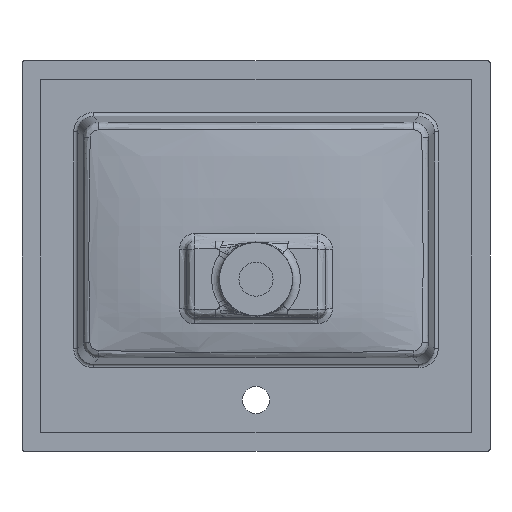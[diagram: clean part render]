
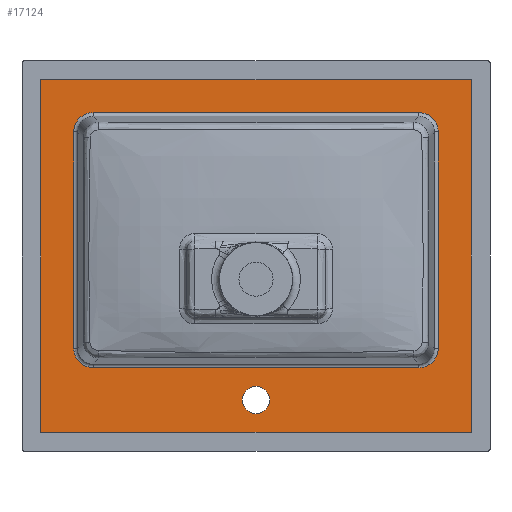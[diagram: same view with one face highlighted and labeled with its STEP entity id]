
A CAD part, front view. The second image highlights one B-rep face of the part: STEP entity #17124.
In plain terms, the highlighted planar face has unit normal (0, -1, 0).
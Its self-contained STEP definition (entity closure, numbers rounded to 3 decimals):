
#44 = CARTESIAN_POINT ( 'NONE',  ( -223.277, -12., 183.935 ) ) ;
#261 = CARTESIAN_POINT ( 'NONE',  ( -233.57, -12., -118.3 ) ) ;
#283 = FACE_BOUND ( 'NONE', #15636, .T. ) ;
#629 = FACE_OUTER_BOUND ( 'NONE', #7575, .T. ) ;
#658 = CARTESIAN_POINT ( 'NONE',  ( -208.665, -12., -143.205 ) ) ;
#667 = CARTESIAN_POINT ( 'NONE',  ( 233.57, -12., 173.642 ) ) ;
#975 = VECTOR ( 'NONE', #6468, 1000. ) ;
#1663 = CARTESIAN_POINT ( 'NONE',  ( 275.945, -12., 225.945 ) ) ;
#1998 = ORIENTED_EDGE ( 'NONE', *, *, #22264, .T. ) ;
#2607 = EDGE_CURVE ( 'NONE', #5534, #10344, #10237, .T. ) ;
#2843 = ORIENTED_EDGE ( 'NONE', *, *, #4050, .T. ) ;
#2991 = EDGE_CURVE ( 'NONE', #22125, #8793, #12219, .T. ) ;
#3200 = EDGE_CURVE ( 'NONE', #8793, #11518, #5170, .T. ) ;
#3283 = CARTESIAN_POINT ( 'NONE',  ( -275.945, -12., -225.945 ) ) ;
#3390 = CARTESIAN_POINT ( 'NONE',  ( 223.277, -12., -143.205 ) ) ;
#3449 = ORIENTED_EDGE ( 'NONE', *, *, #14977, .T. ) ;
#3735 = AXIS2_PLACEMENT_3D ( 'NONE', #16615, #12745, #14967 ) ;
#3749 = CIRCLE ( 'NONE', #8628, 17.5 ) ;
#3924 = EDGE_CURVE ( 'NONE', #11518, #6501, #14157, .T. ) ;
#3941 =( BOUNDED_CURVE ( )  B_SPLINE_CURVE ( 3, ( #7043, #23101, #3390, #9022 ),
 .UNSPECIFIED., .F., .T. ) 
 B_SPLINE_CURVE_WITH_KNOTS ( ( 4, 4 ),
 ( 2.36, 3.923 ),
 .UNSPECIFIED. ) 
 CURVE ( )  GEOMETRIC_REPRESENTATION_ITEM ( )  RATIONAL_B_SPLINE_CURVE ( ( 1., 0.807, 0.807, 1. ) ) 
 REPRESENTATION_ITEM ( '' )  );
#4050 = EDGE_CURVE ( 'NONE', #10936, #12013, #9173, .T. ) ;
#4711 = CARTESIAN_POINT ( 'NONE',  ( 233.57, -12., 0. ) ) ;
#4918 = VECTOR ( 'NONE', #21710, 1000. ) ;
#5081 = ORIENTED_EDGE ( 'NONE', *, *, #19994, .T. ) ;
#5107 = DIRECTION ( 'NONE',  ( 1., 0., 0. ) ) ;
#5170 = LINE ( 'NONE', #9158, #4918 ) ;
#5534 = VERTEX_POINT ( 'NONE', #8694 ) ;
#5707 = EDGE_CURVE ( 'NONE', #21406, #10936, #10403, .T. ) ;
#5812 = CARTESIAN_POINT ( 'NONE',  ( -233.57, -12., 173.642 ) ) ;
#5968 = CARTESIAN_POINT ( 'NONE',  ( 233.57, -12., 159.03 ) ) ;
#6468 = DIRECTION ( 'NONE',  ( -1., 0., 0. ) ) ;
#6501 = VERTEX_POINT ( 'NONE', #9941 ) ;
#6517 = VERTEX_POINT ( 'NONE', #658 ) ;
#6740 = VERTEX_POINT ( 'NONE', #18711 ) ;
#6985 = VECTOR ( 'NONE', #17971, 1000. ) ;
#7043 = CARTESIAN_POINT ( 'NONE',  ( 233.57, -12., -118.3 ) ) ;
#7074 = VERTEX_POINT ( 'NONE', #9889 ) ;
#7103 =( BOUNDED_CURVE ( )  B_SPLINE_CURVE ( 3, ( #14719, #10961, #16349, #261 ),
 .UNSPECIFIED., .F., .F. ) 
 B_SPLINE_CURVE_WITH_KNOTS ( ( 4, 4 ),
 ( 2.36, 3.923 ),
 .UNSPECIFIED. ) 
 CURVE ( )  GEOMETRIC_REPRESENTATION_ITEM ( )  RATIONAL_B_SPLINE_CURVE ( ( 1., 0.807, 0.807, 1. ) ) 
 REPRESENTATION_ITEM ( '' )  );
#7575 = EDGE_LOOP ( 'NONE', ( #22079, #18154, #20456, #17181 ) ) ;
#8576 = LINE ( 'NONE', #17147, #975 ) ;
#8628 = AXIS2_PLACEMENT_3D ( 'NONE', #21181, #12270, #12386 ) ;
#8694 = CARTESIAN_POINT ( 'NONE',  ( 233.57, -12., 159.03 ) ) ;
#8793 = VERTEX_POINT ( 'NONE', #18901 ) ;
#8807 = DIRECTION ( 'NONE',  ( 0., 0., 1. ) ) ;
#8982 = CARTESIAN_POINT ( 'NONE',  ( -208.665, -12., 183.935 ) ) ;
#9022 = CARTESIAN_POINT ( 'NONE',  ( 208.665, -12., -143.205 ) ) ;
#9062 = EDGE_CURVE ( 'NONE', #10344, #19951, #3941, .T. ) ;
#9158 = CARTESIAN_POINT ( 'NONE',  ( 0., -12., 225.945 ) ) ;
#9173 =( BOUNDED_CURVE ( )  B_SPLINE_CURVE ( 3, ( #23177, #5812, #44, #8982 ),
 .UNSPECIFIED., .F., .F. ) 
 B_SPLINE_CURVE_WITH_KNOTS ( ( 4, 4 ),
 ( 2.36, 3.923 ),
 .UNSPECIFIED. ) 
 CURVE ( )  GEOMETRIC_REPRESENTATION_ITEM ( )  RATIONAL_B_SPLINE_CURVE ( ( 1., 0.807, 0.807, 1. ) ) 
 REPRESENTATION_ITEM ( '' )  );
#9341 = PLANE ( 'NONE',  #3735 ) ;
#9790 = VECTOR ( 'NONE', #8807, 1000. ) ;
#9889 = CARTESIAN_POINT ( 'NONE',  ( 208.665, -12., 183.935 ) ) ;
#9941 = CARTESIAN_POINT ( 'NONE',  ( 275.945, -12., -225.945 ) ) ;
#10237 = LINE ( 'NONE', #4711, #20625 ) ;
#10344 = VERTEX_POINT ( 'NONE', #14137 ) ;
#10403 = LINE ( 'NONE', #21414, #19045 ) ;
#10936 = VERTEX_POINT ( 'NONE', #18756 ) ;
#10961 = CARTESIAN_POINT ( 'NONE',  ( -223.277, -12., -143.205 ) ) ;
#11372 = ORIENTED_EDGE ( 'NONE', *, *, #18583, .T. ) ;
#11518 = VERTEX_POINT ( 'NONE', #1663 ) ;
#11596 = CARTESIAN_POINT ( 'NONE',  ( 223.277, -12., 183.935 ) ) ;
#12013 = VERTEX_POINT ( 'NONE', #17706 ) ;
#12219 = LINE ( 'NONE', #14324, #9790 ) ;
#12270 = DIRECTION ( 'NONE',  ( 0., 1., 0. ) ) ;
#12386 = DIRECTION ( 'NONE',  ( 0., 0., 1. ) ) ;
#12727 = CARTESIAN_POINT ( 'NONE',  ( -233.57, -12., -118.3 ) ) ;
#12745 = DIRECTION ( 'NONE',  ( 0., 1., 0. ) ) ;
#13807 = LINE ( 'NONE', #21186, #22716 ) ;
#13811 = DIRECTION ( 'NONE',  ( 0., 0., -1. ) ) ;
#14010 = EDGE_CURVE ( 'NONE', #6501, #22125, #16445, .T. ) ;
#14137 = CARTESIAN_POINT ( 'NONE',  ( 233.57, -12., -118.3 ) ) ;
#14157 = LINE ( 'NONE', #15680, #23020 ) ;
#14324 = CARTESIAN_POINT ( 'NONE',  ( -275.945, -12., 0. ) ) ;
#14719 = CARTESIAN_POINT ( 'NONE',  ( -208.665, -12., -143.205 ) ) ;
#14967 = DIRECTION ( 'NONE',  ( 0., 0., 1. ) ) ;
#14977 = EDGE_CURVE ( 'NONE', #6517, #21406, #7103, .T. ) ;
#15160 = DIRECTION ( 'NONE',  ( 0., 0., -1. ) ) ;
#15636 = EDGE_LOOP ( 'NONE', ( #1998, #3449, #16243, #2843, #5081, #21097, #20806, #19034 ) ) ;
#15680 = CARTESIAN_POINT ( 'NONE',  ( 275.945, -12., 0. ) ) ;
#16243 = ORIENTED_EDGE ( 'NONE', *, *, #5707, .T. ) ;
#16322 = EDGE_CURVE ( 'NONE', #7074, #5534, #22984, .T. ) ;
#16349 = CARTESIAN_POINT ( 'NONE',  ( -233.57, -12., -132.912 ) ) ;
#16445 = LINE ( 'NONE', #19966, #6985 ) ;
#16615 = CARTESIAN_POINT ( 'NONE',  ( 0., -12., 0. ) ) ;
#16631 = CARTESIAN_POINT ( 'NONE',  ( 208.665, -12., -143.205 ) ) ;
#17124 = ADVANCED_FACE ( 'NONE', ( #20020, #283, #629 ), #9341, .F. ) ;
#17147 = CARTESIAN_POINT ( 'NONE',  ( 0., -12., -143.205 ) ) ;
#17181 = ORIENTED_EDGE ( 'NONE', *, *, #3924, .F. ) ;
#17561 = DIRECTION ( 'NONE',  ( 0., 0., 1. ) ) ;
#17706 = CARTESIAN_POINT ( 'NONE',  ( -208.665, -12., 183.935 ) ) ;
#17971 = DIRECTION ( 'NONE',  ( -1., 0., 0. ) ) ;
#18154 = ORIENTED_EDGE ( 'NONE', *, *, #2991, .F. ) ;
#18583 = EDGE_CURVE ( 'NONE', #6740, #6740, #3749, .T. ) ;
#18711 = CARTESIAN_POINT ( 'NONE',  ( 0., -12., -167.234 ) ) ;
#18756 = CARTESIAN_POINT ( 'NONE',  ( -233.57, -12., 159.03 ) ) ;
#18757 = CARTESIAN_POINT ( 'NONE',  ( 208.665, -12., 183.935 ) ) ;
#18901 = CARTESIAN_POINT ( 'NONE',  ( -275.945, -12., 225.945 ) ) ;
#19034 = ORIENTED_EDGE ( 'NONE', *, *, #9062, .T. ) ;
#19045 = VECTOR ( 'NONE', #17561, 1000. ) ;
#19951 = VERTEX_POINT ( 'NONE', #16631 ) ;
#19966 = CARTESIAN_POINT ( 'NONE',  ( 0., -12., -225.945 ) ) ;
#19994 = EDGE_CURVE ( 'NONE', #12013, #7074, #13807, .T. ) ;
#20020 = FACE_BOUND ( 'NONE', #20147, .T. ) ;
#20147 = EDGE_LOOP ( 'NONE', ( #11372 ) ) ;
#20456 = ORIENTED_EDGE ( 'NONE', *, *, #14010, .F. ) ;
#20625 = VECTOR ( 'NONE', #15160, 1000. ) ;
#20806 = ORIENTED_EDGE ( 'NONE', *, *, #2607, .T. ) ;
#21097 = ORIENTED_EDGE ( 'NONE', *, *, #16322, .T. ) ;
#21181 = CARTESIAN_POINT ( 'NONE',  ( 0., -12., -184.734 ) ) ;
#21186 = CARTESIAN_POINT ( 'NONE',  ( 0., -12., 183.935 ) ) ;
#21406 = VERTEX_POINT ( 'NONE', #12727 ) ;
#21414 = CARTESIAN_POINT ( 'NONE',  ( -233.57, -12., 0. ) ) ;
#21710 = DIRECTION ( 'NONE',  ( 1., 0., 0. ) ) ;
#22079 = ORIENTED_EDGE ( 'NONE', *, *, #3200, .F. ) ;
#22125 = VERTEX_POINT ( 'NONE', #3283 ) ;
#22264 = EDGE_CURVE ( 'NONE', #19951, #6517, #8576, .T. ) ;
#22716 = VECTOR ( 'NONE', #5107, 1000. ) ;
#22984 =( BOUNDED_CURVE ( )  B_SPLINE_CURVE ( 3, ( #18757, #11596, #667, #5968 ),
 .UNSPECIFIED., .F., .F. ) 
 B_SPLINE_CURVE_WITH_KNOTS ( ( 4, 4 ),
 ( 2.36, 3.923 ),
 .UNSPECIFIED. ) 
 CURVE ( )  GEOMETRIC_REPRESENTATION_ITEM ( )  RATIONAL_B_SPLINE_CURVE ( ( 1., 0.807, 0.807, 1. ) ) 
 REPRESENTATION_ITEM ( '' )  );
#23020 = VECTOR ( 'NONE', #13811, 1000. ) ;
#23101 = CARTESIAN_POINT ( 'NONE',  ( 233.57, -12., -132.912 ) ) ;
#23177 = CARTESIAN_POINT ( 'NONE',  ( -233.57, -12., 159.03 ) ) ;
